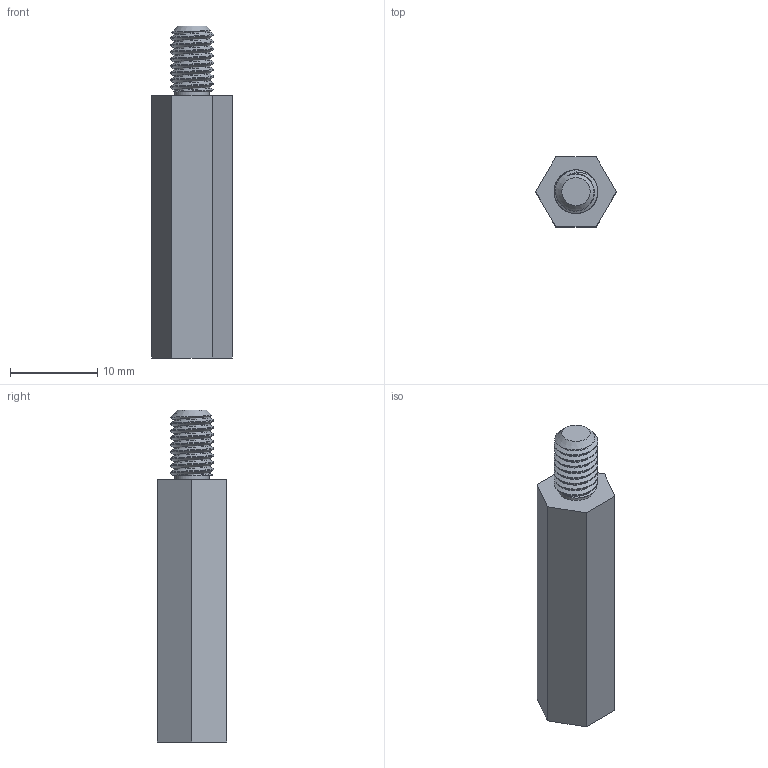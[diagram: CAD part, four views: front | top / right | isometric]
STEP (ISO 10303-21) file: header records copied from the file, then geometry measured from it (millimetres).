
FILE_DESCRIPTION(('STEP AP214'), '1');
FILE_NAME('Spacer Bolts_M5_L30', '', ('UNSPECIFIED'), ('UNSPECIFIED'), 'ASCON STEP Converter 1.6', 'ASCON Math Kernel', '');
FILE_SCHEMA(('AUTOMOTIVE_DESIGN { 1 0 10303 214 3 1 1}'));
Length unit declared in the file: millimetre
Bounding box: 9.24 x 8 x 38 mm (x, y, z)
Volume: 1603.7 mm3; surface area: 1362.8 mm2
Topology: 1 solids, 1 shells, 48 faces, 130 edges, 88 vertices
Faces by surface type: cylinder 25, plane 12, bspline 6, cone 5
Full cylindrical faces by diameter (mm): 4 x1
Entity records: 18504 total; most frequent: CARTESIAN_POINT 17054, ORIENTED_EDGE 240, DIRECTION 154, EDGE_CURVE 120, VERTEX_POINT 81, B_SPLINE_CURVE_WITH_KNOTS 63, AXIS2_PLACEMENT_3D 53, EDGE_LOOP 53
